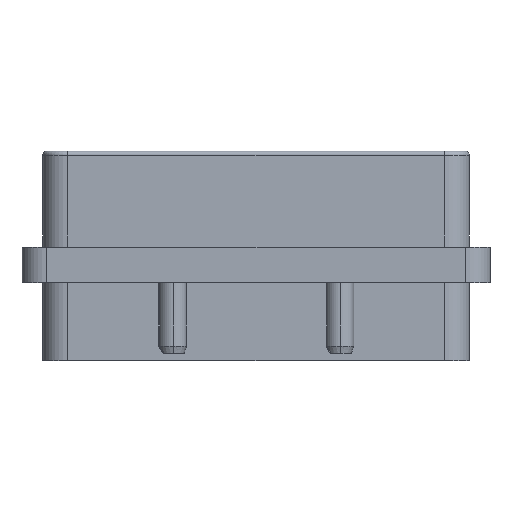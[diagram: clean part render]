
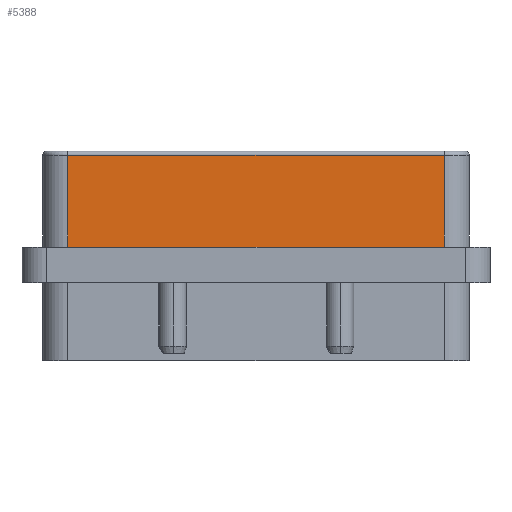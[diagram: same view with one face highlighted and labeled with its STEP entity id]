
A CAD part, front view. The second image highlights one B-rep face of the part: STEP entity #5388.
In plain terms, the highlighted planar face has unit normal (0, -1, 0).
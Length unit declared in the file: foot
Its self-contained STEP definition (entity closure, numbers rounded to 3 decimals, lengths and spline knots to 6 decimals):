
#95 = AXIS2_PLACEMENT_3D ( 'NONE', #2709, #2684, #5635 ) ;
#214 = LINE ( 'NONE', #1508, #2189 ) ;
#325 = PLANE ( 'NONE',  #95 ) ;
#376 = CARTESIAN_POINT ( 'NONE',  ( 0.037583, -0.025, 0.001772 ) ) ;
#472 = CARTESIAN_POINT ( 'NONE',  ( 0.037583, -0.025, 0.020098 ) ) ;
#831 = CARTESIAN_POINT ( 'NONE',  ( 0.037583, -0.025, 0.001772 ) ) ;
#858 = EDGE_CURVE ( 'NONE', #5922, #4573, #4751, .T. ) ;
#917 = VERTEX_POINT ( 'NONE', #1585 ) ;
#1058 = DIRECTION ( 'NONE',  ( 0., 0., -1. ) ) ;
#1418 = LINE ( 'NONE', #4808, #2738 ) ;
#1508 = CARTESIAN_POINT ( 'NONE',  ( -0.037583, -0.025, 0.020932 ) ) ;
#1585 = CARTESIAN_POINT ( 'NONE',  ( -0.037583, -0.025, 0.020098 ) ) ;
#2189 = VECTOR ( 'NONE', #3986, 3.28084 ) ;
#2652 = EDGE_CURVE ( 'NONE', #5922, #917, #1418, .T. ) ;
#2684 = DIRECTION ( 'NONE',  ( 0., -1., 0. ) ) ;
#2709 = CARTESIAN_POINT ( 'NONE',  ( 0.037583, -0.025, 0.020932 ) ) ;
#2738 = VECTOR ( 'NONE', #3319, 3.28084 ) ;
#3187 = EDGE_CURVE ( 'NONE', #917, #5699, #214, .T. ) ;
#3263 = DIRECTION ( 'NONE',  ( -1., 0., 0. ) ) ;
#3319 = DIRECTION ( 'NONE',  ( -1., 0., 0. ) ) ;
#3624 = ORIENTED_EDGE ( 'NONE', *, *, #3187, .T. ) ;
#3986 = DIRECTION ( 'NONE',  ( 0., 0., -1. ) ) ;
#4573 = VERTEX_POINT ( 'NONE', #831 ) ;
#4618 = LINE ( 'NONE', #376, #5860 ) ;
#4707 = ORIENTED_EDGE ( 'NONE', *, *, #858, .F. ) ;
#4751 = LINE ( 'NONE', #5311, #6065 ) ;
#4808 = CARTESIAN_POINT ( 'NONE',  ( -0.037583, -0.025, 0.020098 ) ) ;
#5012 = ORIENTED_EDGE ( 'NONE', *, *, #5746, .F. ) ;
#5124 = FACE_OUTER_BOUND ( 'NONE', #5547, .T. ) ;
#5290 = ORIENTED_EDGE ( 'NONE', *, *, #2652, .T. ) ;
#5311 = CARTESIAN_POINT ( 'NONE',  ( 0.037583, -0.025, 0.020932 ) ) ;
#5388 = ADVANCED_FACE ( 'NONE', ( #5124 ), #325, .T. ) ;
#5515 = CARTESIAN_POINT ( 'NONE',  ( -0.037583, -0.025, 0.001772 ) ) ;
#5547 = EDGE_LOOP ( 'NONE', ( #4707, #5290, #3624, #5012 ) ) ;
#5635 = DIRECTION ( 'NONE',  ( 0., 0., -1. ) ) ;
#5699 = VERTEX_POINT ( 'NONE', #5515 ) ;
#5746 = EDGE_CURVE ( 'NONE', #4573, #5699, #4618, .T. ) ;
#5860 = VECTOR ( 'NONE', #3263, 3.28084 ) ;
#5922 = VERTEX_POINT ( 'NONE', #472 ) ;
#6065 = VECTOR ( 'NONE', #1058, 3.28084 ) ;
